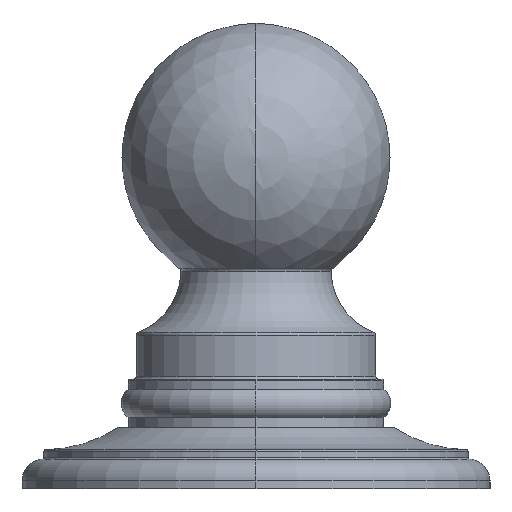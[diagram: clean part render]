
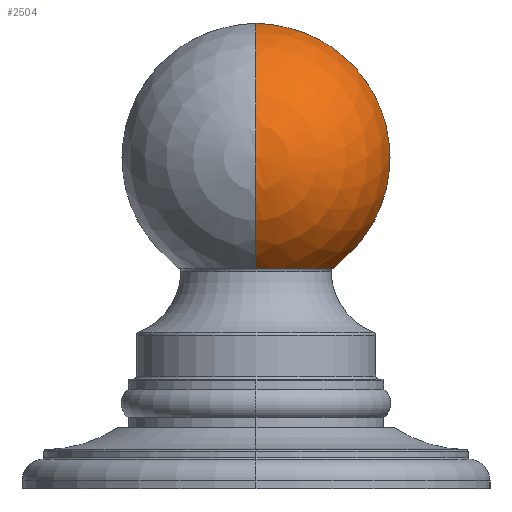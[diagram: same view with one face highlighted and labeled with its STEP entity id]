
A CAD part, left-side view. The second image highlights one B-rep face of the part: STEP entity #2504.
In plain terms, the highlighted spherical face has radius 21.971 mm.
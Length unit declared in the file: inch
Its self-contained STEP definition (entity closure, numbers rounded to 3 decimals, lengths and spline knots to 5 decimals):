
#688=CARTESIAN_POINT('',(-6.,0.,1.40982));
#689=DIRECTION('',(0.,0.,1.));
#690=DIRECTION('',(-1.,0.,0.));
#691=AXIS2_PLACEMENT_3D('',#688,#689,#690);
#712=CARTESIAN_POINT('',(-5.50234,0.,2.12257));
#713=DIRECTION('',(-1.,0.,0.));
#714=DIRECTION('',(0.,0.,-1.));
#715=AXIS2_PLACEMENT_3D('',#712,#713,#714);
#720=CARTESIAN_POINT('',(-6.,0.,2.12257));
#721=DIRECTION('',(0.,-1.,0.));
#722=DIRECTION('',(0.567,0.,-0.824));
#723=AXIS2_PLACEMENT_3D('',#720,#721,#722);
#728=CARTESIAN_POINT('',(-6.,0.,2.12257));
#729=DIRECTION('',(0.,-1.,0.));
#730=DIRECTION('',(-1.,0.,0.));
#731=AXIS2_PLACEMENT_3D('',#728,#729,#730);
#736=CARTESIAN_POINT('',(-6.,0.,2.12257));
#737=DIRECTION('',(0.,1.,0.));
#738=DIRECTION('',(-1.,0.,0.));
#739=AXIS2_PLACEMENT_3D('',#736,#737,#738);
#744=CARTESIAN_POINT('',(-5.50234,0.,2.12257));
#745=DIRECTION('',(-1.,0.,0.));
#746=DIRECTION('',(0.,-1.,0.));
#747=AXIS2_PLACEMENT_3D('',#744,#745,#746);
#1878=CARTESIAN_POINT('',(-5.5099,0.,1.40982));
#1880=VERTEX_POINT('',#1878);
#1882=CARTESIAN_POINT('',(-6.4901,0.,1.40982));
#1883=VERTEX_POINT('',#1882);
#1884=CARTESIAN_POINT('',(-6.865,0.,2.12257));
#1885=VERTEX_POINT('',#1884);
#1943=CARTESIAN_POINT('',(-5.50234,0.,1.41507));
#1945=VERTEX_POINT('',#1943);
#1946=CARTESIAN_POINT('',(-5.50234,0.,2.83007));
#1947=VERTEX_POINT('',#1946);
#1948=CARTESIAN_POINT('',(-5.50234,-0.7075,2.12257));
#1949=VERTEX_POINT('',#1948);
#2486=CARTESIAN_POINT('',(-6.,0.,2.12257));
#2487=DIRECTION('',(-1.,0.,0.));
#2488=DIRECTION('',(0.,0.,-1.));
#2489=AXIS2_PLACEMENT_3D('',#2486,#2487,#2488);
#2490=SPHERICAL_SURFACE('',#2489,0.865);
#2492=ORIENTED_EDGE('',*,*,#2491,.F.);
#2494=ORIENTED_EDGE('',*,*,#2493,.F.);
#2495=ORIENTED_EDGE('',*,*,#2473,.F.);
#2497=ORIENTED_EDGE('',*,*,#2496,.F.);
#2499=ORIENTED_EDGE('',*,*,#2498,.T.);
#2501=ORIENTED_EDGE('',*,*,#2500,.F.);
#2502=EDGE_LOOP('',(#2492,#2494,#2495,#2497,#2499,#2501));
#2503=FACE_OUTER_BOUND('',#2502,.F.);
#692=CIRCLE('',#691,0.4901);
#716=CIRCLE('',#715,0.7075);
#724=CIRCLE('',#723,0.865);
#732=CIRCLE('',#731,0.865);
#740=CIRCLE('',#739,0.865);
#748=CIRCLE('',#747,0.7075);
#2473=EDGE_CURVE('',#1883,#1880,#692,.T.);
#2491=EDGE_CURVE('',#1945,#1949,#716,.T.);
#2493=EDGE_CURVE('',#1880,#1945,#724,.T.);
#2496=EDGE_CURVE('',#1885,#1883,#732,.T.);
#2498=EDGE_CURVE('',#1885,#1947,#740,.T.);
#2500=EDGE_CURVE('',#1949,#1947,#748,.T.);
#2504=ADVANCED_FACE('',(#2503),#2490,.T.);
